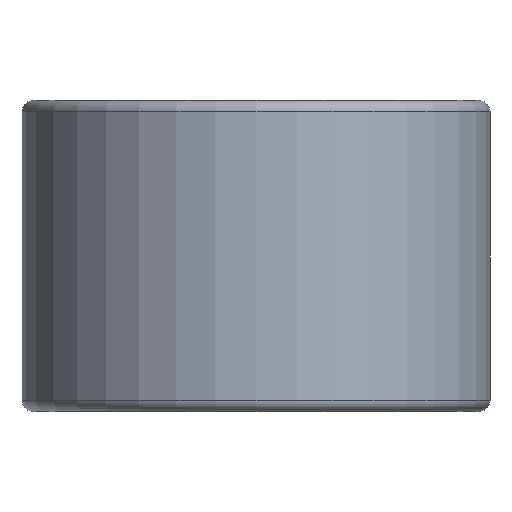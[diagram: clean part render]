
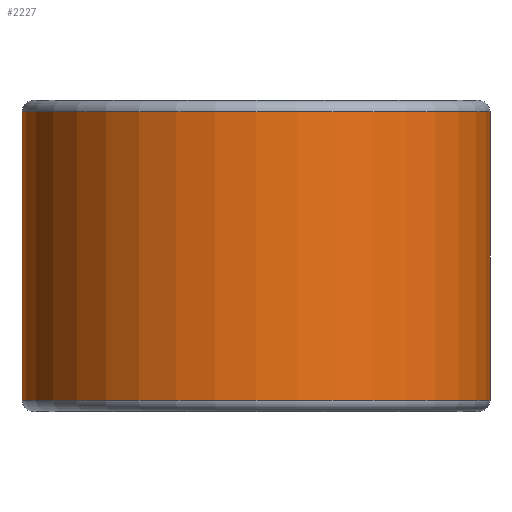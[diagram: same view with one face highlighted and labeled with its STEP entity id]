
A CAD part, front view. The second image highlights one B-rep face of the part: STEP entity #2227.
In plain terms, the highlighted cylindrical face has radius 15.469 mm (diameter 30.937 mm), a partial arc.
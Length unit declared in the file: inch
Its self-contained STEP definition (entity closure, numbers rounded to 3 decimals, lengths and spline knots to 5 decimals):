
#4 = VECTOR ( 'NONE', #580, 39.37008 ) ;
#68 = EDGE_CURVE ( 'NONE', #2644, #486, #1941, .T. ) ;
#160 = AXIS2_PLACEMENT_3D ( 'NONE', #1878, #623, #2087 ) ;
#351 = FACE_OUTER_BOUND ( 'NONE', #1225, .T. ) ;
#353 = ORIENTED_EDGE ( 'NONE', *, *, #2268, .F. ) ;
#366 = CARTESIAN_POINT ( 'NONE',  ( 1.14, -1.562, 0. ) ) ;
#486 = VERTEX_POINT ( 'NONE', #1689 ) ;
#580 = DIRECTION ( 'NONE',  ( 0., 0., 1. ) ) ;
#582 = CYLINDRICAL_SURFACE ( 'NONE', #2453, 0.609 ) ;
#623 = DIRECTION ( 'NONE',  ( 0., 0., 1. ) ) ;
#666 = CARTESIAN_POINT ( 'NONE',  ( 0.531, -1.562, -0.375 ) ) ;
#718 = VERTEX_POINT ( 'NONE', #1857 ) ;
#880 = DIRECTION ( 'NONE',  ( 1., 0., 0. ) ) ;
#1008 = DIRECTION ( 'NONE',  ( 0., 0., 1. ) ) ;
#1130 = LINE ( 'NONE', #366, #4 ) ;
#1162 = ORIENTED_EDGE ( 'NONE', *, *, #68, .T. ) ;
#1173 = CARTESIAN_POINT ( 'NONE',  ( 1.14, -1.562, -0.375 ) ) ;
#1225 = EDGE_LOOP ( 'NONE', ( #1563, #1542, #353, #1162 ) ) ;
#1228 = CARTESIAN_POINT ( 'NONE',  ( 0.531, -1.562, 0. ) ) ;
#1238 = DIRECTION ( 'NONE',  ( 1., 0., 0. ) ) ;
#1247 = CIRCLE ( 'NONE', #1307, 0.609 ) ;
#1307 = AXIS2_PLACEMENT_3D ( 'NONE', #666, #2128, #880 ) ;
#1507 = CARTESIAN_POINT ( 'NONE',  ( -0.078, -1.562, 0.375 ) ) ;
#1542 = ORIENTED_EDGE ( 'NONE', *, *, #1652, .T. ) ;
#1563 = ORIENTED_EDGE ( 'NONE', *, *, #2395, .T. ) ;
#1652 = EDGE_CURVE ( 'NONE', #1977, #718, #1130, .T. ) ;
#1689 = CARTESIAN_POINT ( 'NONE',  ( -0.078, -1.562, -0.375 ) ) ;
#1857 = CARTESIAN_POINT ( 'NONE',  ( 1.14, -1.562, 0.375 ) ) ;
#1868 = CARTESIAN_POINT ( 'NONE',  ( -0.078, -1.562, 0.375 ) ) ;
#1878 = CARTESIAN_POINT ( 'NONE',  ( 0.531, -1.562, 0.375 ) ) ;
#1941 = LINE ( 'NONE', #1507, #2480 ) ;
#1977 = VERTEX_POINT ( 'NONE', #1173 ) ;
#1996 = CIRCLE ( 'NONE', #160, 0.609 ) ;
#2087 = DIRECTION ( 'NONE',  ( 1., 0., 0. ) ) ;
#2128 = DIRECTION ( 'NONE',  ( 0., 0., 1. ) ) ;
#2227 = ADVANCED_FACE ( 'NONE', ( #351 ), #582, .T. ) ;
#2268 = EDGE_CURVE ( 'NONE', #2644, #718, #1996, .T. ) ;
#2310 = DIRECTION ( 'NONE',  ( 0., 0., -1. ) ) ;
#2395 = EDGE_CURVE ( 'NONE', #486, #1977, #1247, .T. ) ;
#2453 = AXIS2_PLACEMENT_3D ( 'NONE', #1228, #1008, #1238 ) ;
#2480 = VECTOR ( 'NONE', #2310, 39.37008 ) ;
#2644 = VERTEX_POINT ( 'NONE', #1868 ) ;
